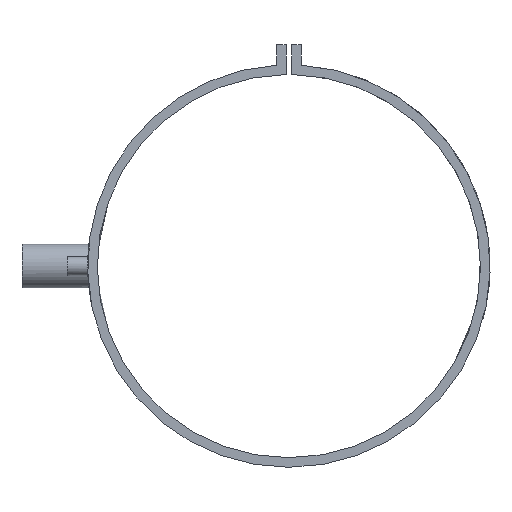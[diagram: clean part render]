
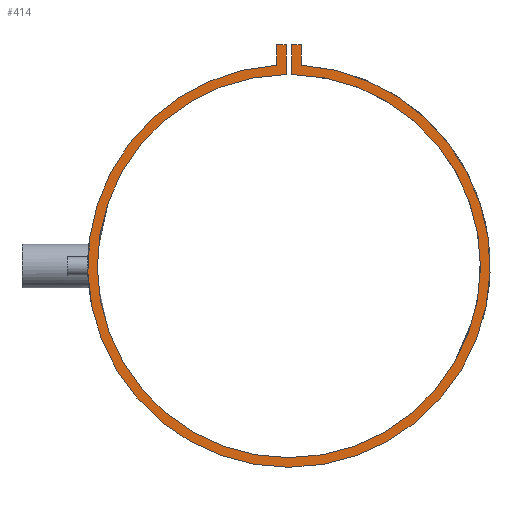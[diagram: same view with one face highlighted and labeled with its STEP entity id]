
A CAD part, left-side view. The second image highlights one B-rep face of the part: STEP entity #414.
In plain terms, the highlighted planar face has unit normal (-1, 0, 0).
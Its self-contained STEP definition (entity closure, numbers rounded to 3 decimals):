
#15 = CIRCLE ( 'NONE', #862, 140. ) ;
#31 = EDGE_CURVE ( 'NONE', #558, #1671, #266, .T. ) ;
#109 = DIRECTION ( 'NONE',  ( 0., 0., 1. ) ) ;
#139 = ORIENTED_EDGE ( 'NONE', *, *, #31, .F. ) ;
#207 = DIRECTION ( 'NONE',  ( -1., 0., 0. ) ) ;
#218 = ORIENTED_EDGE ( 'NONE', *, *, #1411, .F. ) ;
#222 = CARTESIAN_POINT ( 'NONE',  ( -80., 0., 0. ) ) ;
#230 = LINE ( 'NONE', #784, #482 ) ;
#235 = EDGE_CURVE ( 'NONE', #1364, #243, #1183, .T. ) ;
#243 = VERTEX_POINT ( 'NONE', #1312 ) ;
#266 = LINE ( 'NONE', #548, #327 ) ;
#284 = LINE ( 'NONE', #972, #772 ) ;
#286 = ORIENTED_EDGE ( 'NONE', *, *, #1103, .F. ) ;
#327 = VECTOR ( 'NONE', #834, 1000. ) ;
#414 = ADVANCED_FACE ( 'NONE', ( #1253 ), #1358, .F. ) ;
#419 = DIRECTION ( 'NONE',  ( 0., 0., -1. ) ) ;
#466 = EDGE_CURVE ( 'NONE', #1283, #1364, #1806, .T. ) ;
#482 = VECTOR ( 'NONE', #633, 1000. ) ;
#537 = VECTOR ( 'NONE', #977, 1000. ) ;
#548 = CARTESIAN_POINT ( 'NONE',  ( -80., 2., 161.724 ) ) ;
#552 = CARTESIAN_POINT ( 'NONE',  ( -80., -2., 161.724 ) ) ;
#558 = VERTEX_POINT ( 'NONE', #1167 ) ;
#633 = DIRECTION ( 'NONE',  ( 0., 0., -1. ) ) ;
#640 = CARTESIAN_POINT ( 'NONE',  ( -80., -2., 139.986 ) ) ;
#703 = DIRECTION ( 'NONE',  ( 1., 0., 0. ) ) ;
#709 = CARTESIAN_POINT ( 'NONE',  ( -80., 9., 146.724 ) ) ;
#772 = VECTOR ( 'NONE', #109, 1000. ) ;
#773 = DIRECTION ( 'NONE',  ( 0., -1., 0. ) ) ;
#784 = CARTESIAN_POINT ( 'NONE',  ( -80., -9., 161.724 ) ) ;
#786 = EDGE_LOOP ( 'NONE', ( #286, #218, #1061, #929, #920, #139, #1633, #842 ) ) ;
#792 = CARTESIAN_POINT ( 'NONE',  ( -80., -2., 161.724 ) ) ;
#834 = DIRECTION ( 'NONE',  ( 0., 0., -1. ) ) ;
#840 = CARTESIAN_POINT ( 'NONE',  ( -80., 0., 0. ) ) ;
#842 = ORIENTED_EDGE ( 'NONE', *, *, #963, .F. ) ;
#857 = DIRECTION ( 'NONE',  ( 0., 0., -1. ) ) ;
#862 = AXIS2_PLACEMENT_3D ( 'NONE', #222, #207, #1324 ) ;
#878 = EDGE_CURVE ( 'NONE', #1437, #558, #1172, .T. ) ;
#892 = CARTESIAN_POINT ( 'NONE',  ( -80., 9., 161.724 ) ) ;
#915 = CARTESIAN_POINT ( 'NONE',  ( -80., 9., 161.724 ) ) ;
#920 = ORIENTED_EDGE ( 'NONE', *, *, #1315, .F. ) ;
#929 = ORIENTED_EDGE ( 'NONE', *, *, #466, .F. ) ;
#963 = EDGE_CURVE ( 'NONE', #1562, #1437, #284, .T. ) ;
#972 = CARTESIAN_POINT ( 'NONE',  ( -80., 9., 161.724 ) ) ;
#977 = DIRECTION ( 'NONE',  ( 0., 0., 1. ) ) ;
#1055 = CARTESIAN_POINT ( 'NONE',  ( -80., 2., 139.986 ) ) ;
#1061 = ORIENTED_EDGE ( 'NONE', *, *, #235, .F. ) ;
#1071 = CIRCLE ( 'NONE', #1252, 147. ) ;
#1103 = EDGE_CURVE ( 'NONE', #1537, #1562, #1071, .T. ) ;
#1167 = CARTESIAN_POINT ( 'NONE',  ( -80., 2., 161.724 ) ) ;
#1172 = LINE ( 'NONE', #892, #1738 ) ;
#1183 = LINE ( 'NONE', #1195, #1621 ) ;
#1195 = CARTESIAN_POINT ( 'NONE',  ( -80., -2., 161.724 ) ) ;
#1249 = AXIS2_PLACEMENT_3D ( 'NONE', #1674, #1799, #419 ) ;
#1252 = AXIS2_PLACEMENT_3D ( 'NONE', #840, #703, #857 ) ;
#1253 = FACE_OUTER_BOUND ( 'NONE', #786, .T. ) ;
#1283 = VERTEX_POINT ( 'NONE', #640 ) ;
#1312 = CARTESIAN_POINT ( 'NONE',  ( -80., -9., 161.724 ) ) ;
#1315 = EDGE_CURVE ( 'NONE', #1671, #1283, #15, .T. ) ;
#1324 = DIRECTION ( 'NONE',  ( 0., 0., -1. ) ) ;
#1358 = PLANE ( 'NONE',  #1249 ) ;
#1364 = VERTEX_POINT ( 'NONE', #792 ) ;
#1373 = DIRECTION ( 'NONE',  ( 0., -1., 0. ) ) ;
#1411 = EDGE_CURVE ( 'NONE', #243, #1537, #230, .T. ) ;
#1437 = VERTEX_POINT ( 'NONE', #915 ) ;
#1450 = CARTESIAN_POINT ( 'NONE',  ( -80., -9., 146.724 ) ) ;
#1537 = VERTEX_POINT ( 'NONE', #1450 ) ;
#1562 = VERTEX_POINT ( 'NONE', #709 ) ;
#1621 = VECTOR ( 'NONE', #773, 1000. ) ;
#1633 = ORIENTED_EDGE ( 'NONE', *, *, #878, .F. ) ;
#1671 = VERTEX_POINT ( 'NONE', #1055 ) ;
#1674 = CARTESIAN_POINT ( 'NONE',  ( -80., 0., 0. ) ) ;
#1738 = VECTOR ( 'NONE', #1373, 1000. ) ;
#1799 = DIRECTION ( 'NONE',  ( 1., 0., 0. ) ) ;
#1806 = LINE ( 'NONE', #552, #537 ) ;
